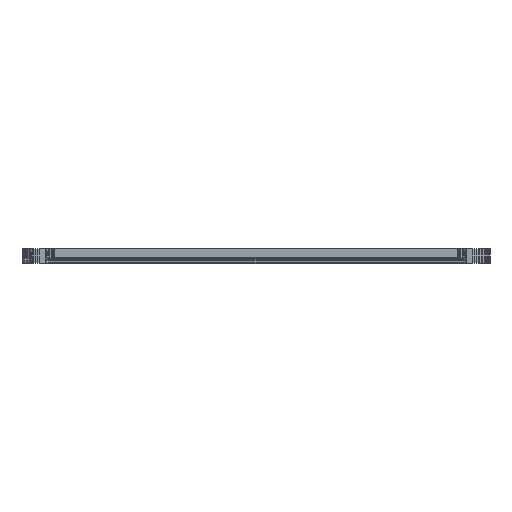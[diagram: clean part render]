
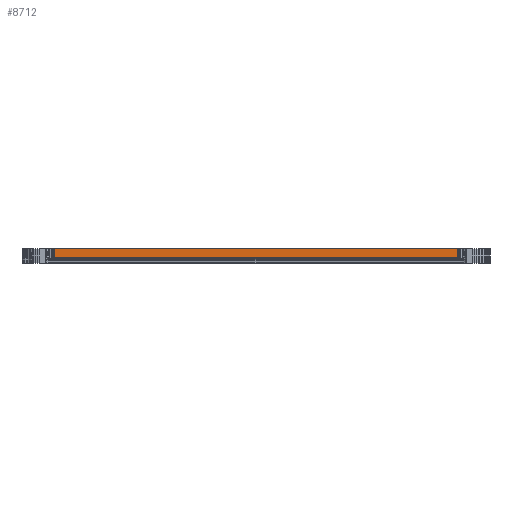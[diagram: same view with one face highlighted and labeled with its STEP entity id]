
A CAD part, front view. The second image highlights one B-rep face of the part: STEP entity #8712.
In plain terms, the highlighted planar face has unit normal (0, -1, 0).
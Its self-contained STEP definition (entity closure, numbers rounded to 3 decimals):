
#646 = VERTEX_POINT('',#647);
#647 = CARTESIAN_POINT('',(-23.3,-18.477,
    1.855));
#653 = EDGE_CURVE('',#654,#646,#656,.T.);
#654 = VERTEX_POINT('',#655);
#655 = CARTESIAN_POINT('',(23.3,-18.477,
    1.855));
#656 = LINE('',#657,#658);
#657 = CARTESIAN_POINT('',(23.3,-18.477,
    1.855));
#658 = VECTOR('',#659,1.);
#659 = DIRECTION('',(-1.,0.,0.));
#8640 = EDGE_CURVE('',#654,#8641,#8643,.T.);
#8641 = VERTEX_POINT('',#8642);
#8642 = CARTESIAN_POINT('',(23.3,-18.477,
    0.8));
#8643 = LINE('',#8644,#8645);
#8644 = CARTESIAN_POINT('',(23.3,-18.477,
    1.855));
#8645 = VECTOR('',#8646,1.);
#8646 = DIRECTION('',(0.,0.,-1.));
#8712 = ADVANCED_FACE('',(#8713),#8731,.T.);
#8713 = FACE_BOUND('',#8714,.T.);
#8714 = EDGE_LOOP('',(#8715,#8716,#8717,#8725));
#8715 = ORIENTED_EDGE('',*,*,#8640,.F.);
#8716 = ORIENTED_EDGE('',*,*,#653,.T.);
#8717 = ORIENTED_EDGE('',*,*,#8718,.F.);
#8718 = EDGE_CURVE('',#8719,#646,#8721,.T.);
#8719 = VERTEX_POINT('',#8720);
#8720 = CARTESIAN_POINT('',(-23.3,-18.477,
    0.8));
#8721 = LINE('',#8722,#8723);
#8722 = CARTESIAN_POINT('',(-23.3,-18.477,
    0.8));
#8723 = VECTOR('',#8724,1.);
#8724 = DIRECTION('',(0.,0.,1.));
#8725 = ORIENTED_EDGE('',*,*,#8726,.T.);
#8726 = EDGE_CURVE('',#8719,#8641,#8727,.T.);
#8727 = LINE('',#8728,#8729);
#8728 = CARTESIAN_POINT('',(-23.3,-18.477,
    0.8));
#8729 = VECTOR('',#8730,1.);
#8730 = DIRECTION('',(1.,0.,0.));
#8731 = PLANE('',#8732);
#8732 = AXIS2_PLACEMENT_3D('',#8733,#8734,#8735);
#8733 = CARTESIAN_POINT('',(0.,-18.477,1.327));
#8734 = DIRECTION('',(-0.,-1.,-0.));
#8735 = DIRECTION('',(0.,0.,-1.));
